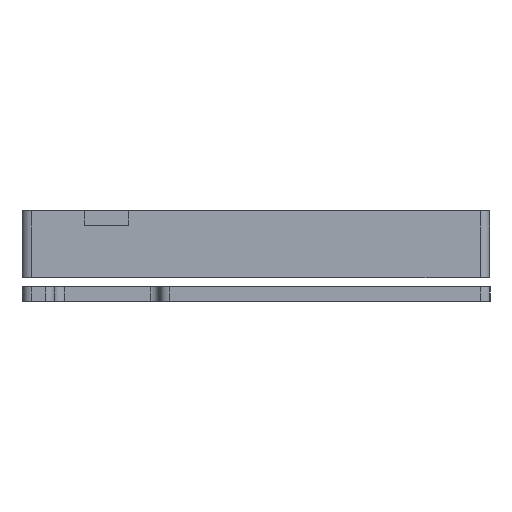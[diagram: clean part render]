
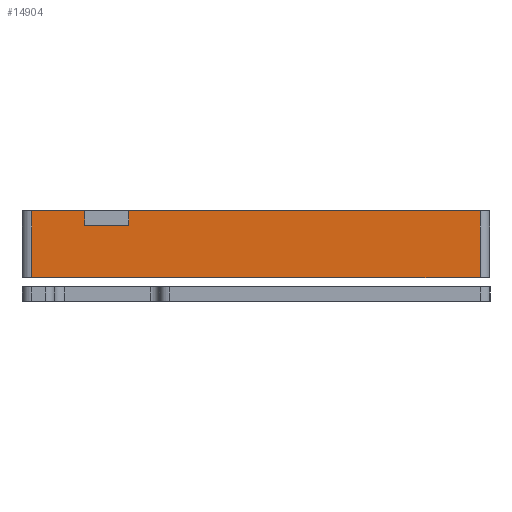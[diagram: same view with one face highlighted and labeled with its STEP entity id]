
A CAD part, left-side view. The second image highlights one B-rep face of the part: STEP entity #14904.
In plain terms, the highlighted planar face has unit normal (-1, 0, 0).
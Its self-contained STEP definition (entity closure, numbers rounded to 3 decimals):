
#1 = VERTEX_POINT ( 'NONE', #3458 ) ;
#32 = ORIENTED_EDGE ( 'NONE', *, *, #21162, .F. ) ;
#109 = DIRECTION ( 'NONE',  ( 0., 0., 1. ) ) ;
#144 = CARTESIAN_POINT ( 'NONE',  ( -54.5, 13., -47. ) ) ;
#436 = EDGE_CURVE ( 'NONE', #14743, #1, #16362, .T. ) ;
#554 = CARTESIAN_POINT ( 'NONE',  ( -54.5, -1., -47. ) ) ;
#624 = CARTESIAN_POINT ( 'NONE',  ( -54.5, -1., 47. ) ) ;
#1051 = VECTOR ( 'NONE', #10228, 1000. ) ;
#1069 = VERTEX_POINT ( 'NONE', #11945 ) ;
#1202 = VERTEX_POINT ( 'NONE', #554 ) ;
#1621 = LINE ( 'NONE', #15266, #1051 ) ;
#2124 = CARTESIAN_POINT ( 'NONE',  ( -54.5, -1., -49. ) ) ;
#2283 = VECTOR ( 'NONE', #9651, 1000. ) ;
#2701 = DIRECTION ( 'NONE',  ( 0., 1., 0. ) ) ;
#3180 = DIRECTION ( 'NONE',  ( 0., 1., 0. ) ) ;
#3398 = VECTOR ( 'NONE', #20895, 1000. ) ;
#3458 = CARTESIAN_POINT ( 'NONE',  ( -54.5, 13., -26.67 ) ) ;
#4277 = CARTESIAN_POINT ( 'NONE',  ( -54.5, 10., -26.67 ) ) ;
#4783 = LINE ( 'NONE', #5112, #16591 ) ;
#4796 = DIRECTION ( 'NONE',  ( 0., 0., 1. ) ) ;
#5112 = CARTESIAN_POINT ( 'NONE',  ( -54.5, -1., -47. ) ) ;
#5144 = FACE_OUTER_BOUND ( 'NONE', #9143, .T. ) ;
#6086 = LINE ( 'NONE', #16603, #2283 ) ;
#7304 = ORIENTED_EDGE ( 'NONE', *, *, #10119, .F. ) ;
#7356 = CARTESIAN_POINT ( 'NONE',  ( -54.5, 13., -49. ) ) ;
#7517 = EDGE_CURVE ( 'NONE', #12212, #17556, #11453, .T. ) ;
#8156 = CARTESIAN_POINT ( 'NONE',  ( -54.5, -1., -49. ) ) ;
#8264 = LINE ( 'NONE', #8156, #13386 ) ;
#9143 = EDGE_LOOP ( 'NONE', ( #15199, #7304, #14924, #9721, #9949, #12787, #20902, #32 ) ) ;
#9651 = DIRECTION ( 'NONE',  ( 0., 1., 0. ) ) ;
#9721 = ORIENTED_EDGE ( 'NONE', *, *, #16253, .T. ) ;
#9725 = EDGE_CURVE ( 'NONE', #12359, #1202, #4783, .T. ) ;
#9949 = ORIENTED_EDGE ( 'NONE', *, *, #7517, .T. ) ;
#10119 = EDGE_CURVE ( 'NONE', #12359, #1069, #1621, .T. ) ;
#10228 = DIRECTION ( 'NONE',  ( 0., 0., 1. ) ) ;
#10600 = LINE ( 'NONE', #17432, #3398 ) ;
#11067 = EDGE_CURVE ( 'NONE', #1, #17556, #19315, .T. ) ;
#11453 = LINE ( 'NONE', #19856, #21704 ) ;
#11475 = CARTESIAN_POINT ( 'NONE',  ( -54.5, 13., 47. ) ) ;
#11945 = CARTESIAN_POINT ( 'NONE',  ( -54.5, 13., -35.9 ) ) ;
#12176 = PLANE ( 'NONE',  #18001 ) ;
#12212 = VERTEX_POINT ( 'NONE', #624 ) ;
#12252 = DIRECTION ( 'NONE',  ( 0., 0., 1. ) ) ;
#12359 = VERTEX_POINT ( 'NONE', #144 ) ;
#12787 = ORIENTED_EDGE ( 'NONE', *, *, #11067, .F. ) ;
#13386 = VECTOR ( 'NONE', #4796, 1000. ) ;
#13490 = DIRECTION ( 'NONE',  ( 0., -1., 0. ) ) ;
#14231 = CARTESIAN_POINT ( 'NONE',  ( -54.5, 10., -35.9 ) ) ;
#14743 = VERTEX_POINT ( 'NONE', #21822 ) ;
#14904 = ADVANCED_FACE ( 'NONE', ( #5144 ), #12176, .T. ) ;
#14924 = ORIENTED_EDGE ( 'NONE', *, *, #9725, .T. ) ;
#15199 = ORIENTED_EDGE ( 'NONE', *, *, #16958, .T. ) ;
#15266 = CARTESIAN_POINT ( 'NONE',  ( -54.5, 13., -49. ) ) ;
#15380 = VECTOR ( 'NONE', #12252, 1000. ) ;
#16253 = EDGE_CURVE ( 'NONE', #1202, #12212, #8264, .T. ) ;
#16362 = LINE ( 'NONE', #4277, #21391 ) ;
#16591 = VECTOR ( 'NONE', #13490, 1000. ) ;
#16603 = CARTESIAN_POINT ( 'NONE',  ( -54.5, 10., -35.9 ) ) ;
#16958 = EDGE_CURVE ( 'NONE', #18236, #1069, #6086, .T. ) ;
#17432 = CARTESIAN_POINT ( 'NONE',  ( -54.5, 10., -35.9 ) ) ;
#17556 = VERTEX_POINT ( 'NONE', #11475 ) ;
#18001 = AXIS2_PLACEMENT_3D ( 'NONE', #2124, #18795, #109 ) ;
#18236 = VERTEX_POINT ( 'NONE', #14231 ) ;
#18795 = DIRECTION ( 'NONE',  ( -1., 0., 0. ) ) ;
#19315 = LINE ( 'NONE', #7356, #15380 ) ;
#19856 = CARTESIAN_POINT ( 'NONE',  ( -54.5, -1., 47. ) ) ;
#20895 = DIRECTION ( 'NONE',  ( 0., 0., 1. ) ) ;
#20902 = ORIENTED_EDGE ( 'NONE', *, *, #436, .F. ) ;
#21162 = EDGE_CURVE ( 'NONE', #18236, #14743, #10600, .T. ) ;
#21391 = VECTOR ( 'NONE', #2701, 1000. ) ;
#21704 = VECTOR ( 'NONE', #3180, 1000. ) ;
#21822 = CARTESIAN_POINT ( 'NONE',  ( -54.5, 10., -26.67 ) ) ;
